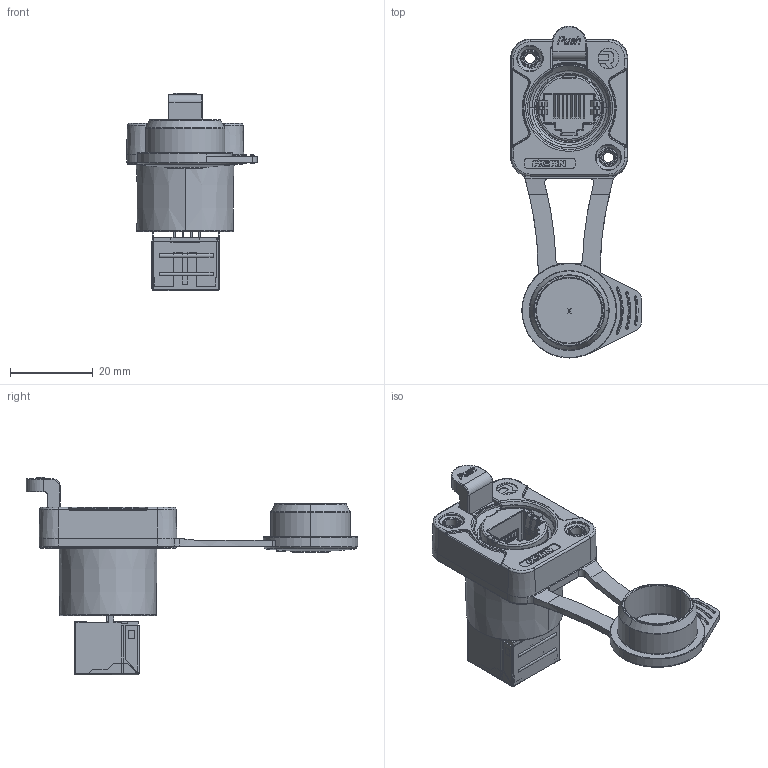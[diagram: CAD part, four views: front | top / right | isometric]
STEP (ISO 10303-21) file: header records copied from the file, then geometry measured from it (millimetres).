
FILE_DESCRIPTION((''),'2;1');
FILE_NAME('RRE8F-Z-011_SW0001','2023-09-12T10:04:57',('ethan.xiang'),(''),'CREO PARAMETRIC BY PTC INC, 2021184','CREO PARAMETRIC BY PTC INC, 2021184','');
FILE_SCHEMA(('CONFIG_CONTROL_DESIGN'));
Length unit declared in the file: millimetre
Products named in the file (1): RRE8F-Z-011_SW0001
Bounding box: 31.7 x 80.45 x 47.85 mm (x, y, z)
Volume: 16905.4 mm3; surface area: 12124 mm2
Topology: 1 solids, 5 shells, 1812 faces, 5100 edges, 3353 vertices
Faces by surface type: plane 1071, cylinder 410, torus 124, extrusion 63, cone 61, bspline 56, sphere 25, revolution 2
Entity records: 61745 total; most frequent: CARTESIAN_POINT 14548, ORIENTED_EDGE 10182, DIRECTION 9655, EDGE_CURVE 5091, VERTEX_POINT 3353, AXIS2_PLACEMENT_3D 3349, VECTOR 2955, LINE 2892
